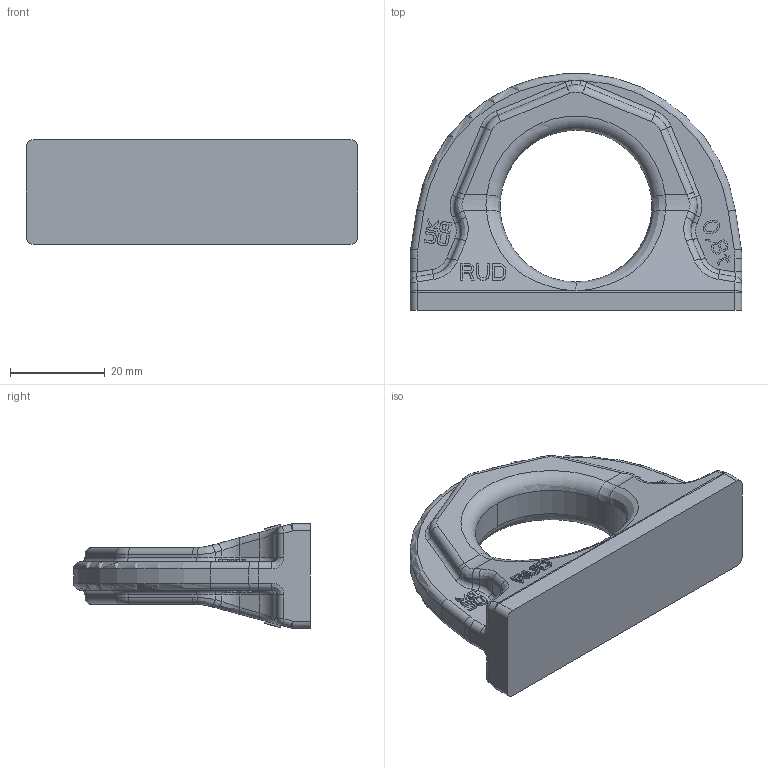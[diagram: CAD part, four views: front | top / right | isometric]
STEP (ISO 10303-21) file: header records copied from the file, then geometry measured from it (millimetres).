
FILE_DESCRIPTION((''),'2;1');
FILE_NAME('001-M36281-P-1','2022-12-19T11:55:05',('Anja.Joas'),(''),'CREO PARAMETRIC BY PTC INC, 2022162','CREO PARAMETRIC BY PTC INC, 2022162','');
FILE_SCHEMA(('AP242_MANAGED_MODEL_BASED_3D_ENGINEERING_MIM_LF { 1 0 10303 442 1 1 4 }'));
Length unit declared in the file: millimetre
Products named in the file (1): 001-M36281-P-1
Bounding box: 70 x 49.96 x 22 mm (x, y, z)
Volume: 27372.1 mm3; surface area: 8867.1 mm2
Topology: 1 solids, 1 shells, 638 faces, 1683 edges, 1076 vertices
Faces by surface type: plane 456, cylinder 106, bspline 38, torus 34, sphere 4
Entity records: 26720 total; most frequent: CARTESIAN_POINT 5844, ORIENTED_EDGE 3366, DIRECTION 3047, PRESENTATION_STYLE_ASSIGNMENT 1694, STYLED_ITEM 1684, CURVE_STYLE 1683, EDGE_CURVE 1683, VECTOR 1363
